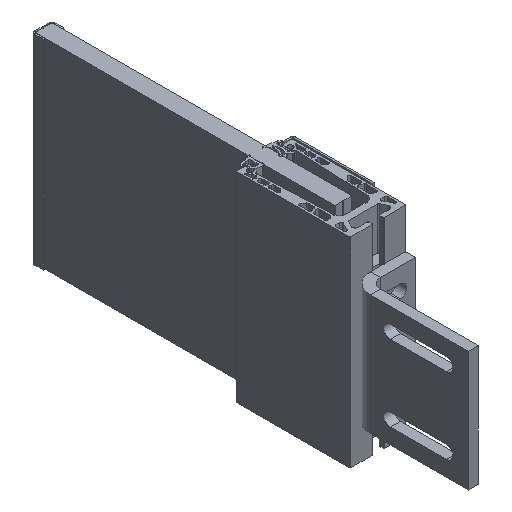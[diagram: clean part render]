
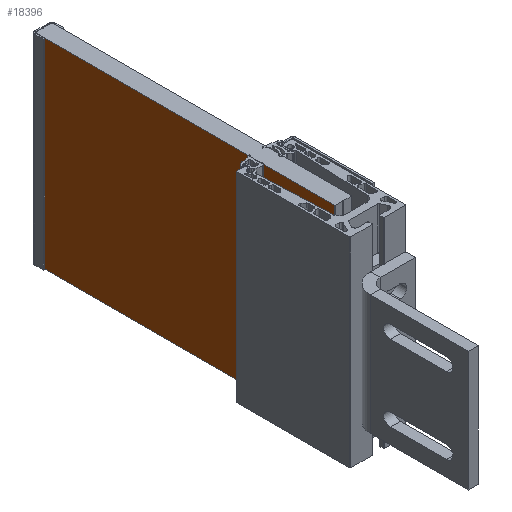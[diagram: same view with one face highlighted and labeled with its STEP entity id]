
A CAD part, isometric view. The second image highlights one B-rep face of the part: STEP entity #18396.
In plain terms, the highlighted planar face has unit normal (-1, 0, 0).
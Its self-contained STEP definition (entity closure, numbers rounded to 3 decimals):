
#475 = VERTEX_POINT ( 'NONE', #1521 ) ;
#527 = CARTESIAN_POINT ( 'NONE',  ( -8.38, -149.5, -100. ) ) ;
#850 = LINE ( 'NONE', #4168, #10124 ) ;
#1039 = ORIENTED_EDGE ( 'NONE', *, *, #5907, .T. ) ;
#1150 = EDGE_CURVE ( 'NONE', #11992, #475, #1819, .T. ) ;
#1521 = CARTESIAN_POINT ( 'NONE',  ( -8.38, -149.5, 100. ) ) ;
#1819 = LINE ( 'NONE', #3925, #11379 ) ;
#1895 = DIRECTION ( 'NONE',  ( 0., 0., -1. ) ) ;
#2680 = CARTESIAN_POINT ( 'NONE',  ( -8.38, -150., 100. ) ) ;
#3244 = AXIS2_PLACEMENT_3D ( 'NONE', #2680, #9529, #21267 ) ;
#3925 = CARTESIAN_POINT ( 'NONE',  ( -8.38, -149.5, 100. ) ) ;
#4168 = CARTESIAN_POINT ( 'NONE',  ( -8.38, -150., 100. ) ) ;
#4616 = LINE ( 'NONE', #6700, #14474 ) ;
#5152 = VERTEX_POINT ( 'NONE', #20246 ) ;
#5514 = ORIENTED_EDGE ( 'NONE', *, *, #6887, .T. ) ;
#5647 = VECTOR ( 'NONE', #1895, 1000. ) ;
#5907 = EDGE_CURVE ( 'NONE', #12147, #11992, #4616, .T. ) ;
#6700 = CARTESIAN_POINT ( 'NONE',  ( -8.38, -150., -100. ) ) ;
#6887 = EDGE_CURVE ( 'NONE', #5152, #12147, #18504, .T. ) ;
#9529 = DIRECTION ( 'NONE',  ( 1., 0., 0. ) ) ;
#9711 = ORIENTED_EDGE ( 'NONE', *, *, #21255, .F. ) ;
#10124 = VECTOR ( 'NONE', #19460, 1000. ) ;
#11069 = FACE_OUTER_BOUND ( 'NONE', #21518, .T. ) ;
#11379 = VECTOR ( 'NONE', #13729, 1000. ) ;
#11992 = VERTEX_POINT ( 'NONE', #527 ) ;
#12147 = VERTEX_POINT ( 'NONE', #17599 ) ;
#13729 = DIRECTION ( 'NONE',  ( 0., 0., 1. ) ) ;
#14474 = VECTOR ( 'NONE', #14746, 1000. ) ;
#14746 = DIRECTION ( 'NONE',  ( 0., -1., 0. ) ) ;
#14838 = ORIENTED_EDGE ( 'NONE', *, *, #1150, .T. ) ;
#16853 = CARTESIAN_POINT ( 'NONE',  ( -8.38, 149.5, 100. ) ) ;
#17599 = CARTESIAN_POINT ( 'NONE',  ( -8.38, 149.5, -100. ) ) ;
#17759 = PLANE ( 'NONE',  #3244 ) ;
#18396 = ADVANCED_FACE ( 'NONE', ( #11069 ), #17759, .F. ) ;
#18504 = LINE ( 'NONE', #16853, #5647 ) ;
#19460 = DIRECTION ( 'NONE',  ( 0., -1., 0. ) ) ;
#20246 = CARTESIAN_POINT ( 'NONE',  ( -8.38, 149.5, 100. ) ) ;
#21255 = EDGE_CURVE ( 'NONE', #5152, #475, #850, .T. ) ;
#21267 = DIRECTION ( 'NONE',  ( 0., 0., -1. ) ) ;
#21518 = EDGE_LOOP ( 'NONE', ( #1039, #14838, #9711, #5514 ) ) ;
